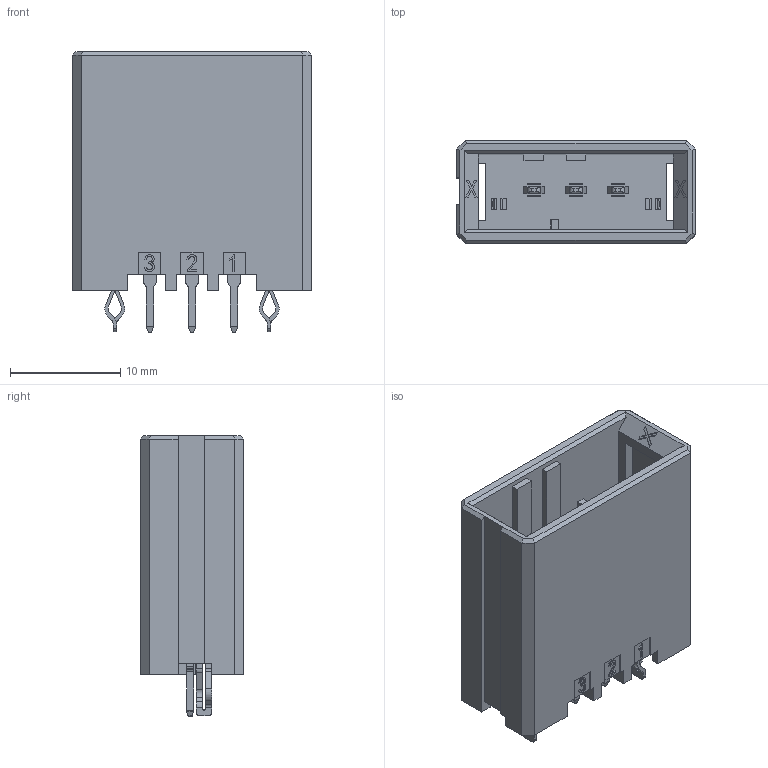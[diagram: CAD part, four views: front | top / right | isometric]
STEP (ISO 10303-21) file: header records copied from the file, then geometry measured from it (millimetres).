
FILE_DESCRIPTION( ('This file contains a STEP AP42 implementation' ,'as created by ZW3D STEP Interface translator.') ,'2;1' );
FILE_NAME( 'WF3810-1WS03XXXXX.stp' ,'2312 6.113656', (''), ('ZWCAD Software Co.'), 'Version 1.0', 'ZW3D to STEP translator', '' );
FILE_SCHEMA(('AUTOMOTIVE_DESIGN { 1 0 10303 214 1 1 1 1 }'));
Length unit declared in the file: millimetre
Products named in the file (2): 0; WF3810-1WS03XXXXX
Bounding box: 21.62 x 9.35 x 25.4 mm (x, y, z)
Volume: 1801.3 mm3; surface area: 3271 mm2
Topology: 1 solids, 1 shells, 428 faces, 1194 edges, 792 vertices
Faces by surface type: plane 351, cylinder 56, bspline 21
Entity records: 14318 total; most frequent: CARTESIAN_POINT 2906, ORIENTED_EDGE 2388, DIRECTION 2060, EDGE_CURVE 1194, VECTOR 1004, LINE 1004, VERTEX_POINT 792, AXIS2_PLACEMENT_3D 528
